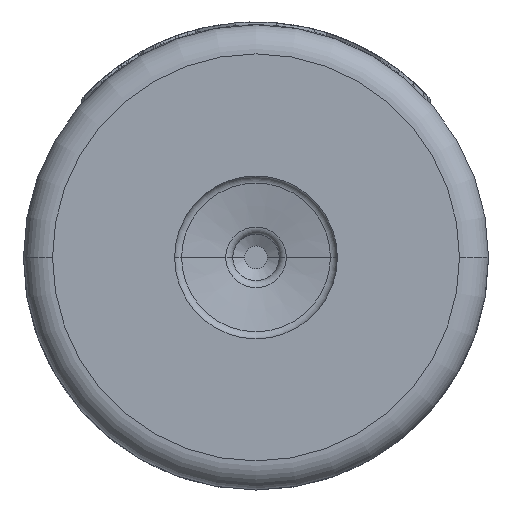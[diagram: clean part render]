
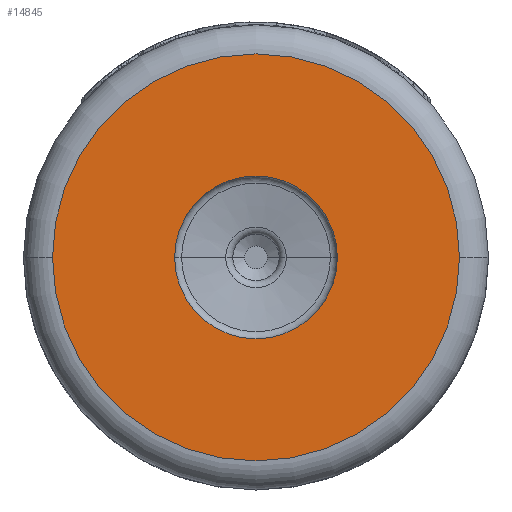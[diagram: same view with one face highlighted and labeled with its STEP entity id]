
A CAD part, front view. The second image highlights one B-rep face of the part: STEP entity #14845.
In plain terms, the highlighted planar face has unit normal (0, -1, 0).
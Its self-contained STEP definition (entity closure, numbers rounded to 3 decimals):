
#2169=CARTESIAN_POINT('',(0.,-4.,0.));
#2170=DIRECTION('',(0.,-1.,0.));
#2171=DIRECTION('',(-1.,0.,0.));
#2172=AXIS2_PLACEMENT_3D('',#2169,#2170,#2171);
#2184=CARTESIAN_POINT('',(0.,-4.,0.));
#2185=DIRECTION('',(0.,-1.,0.));
#2186=DIRECTION('',(-1.,0.,0.));
#2187=AXIS2_PLACEMENT_3D('',#2184,#2185,#2186);
#2189=CARTESIAN_POINT('',(0.,-4.,0.));
#2190=DIRECTION('',(0.,-1.,0.));
#2191=DIRECTION('',(1.,0.,0.));
#2192=AXIS2_PLACEMENT_3D('',#2189,#2190,#2191);
#2194=CARTESIAN_POINT('',(0.,-4.,0.));
#2195=DIRECTION('',(0.,-1.,0.));
#2196=DIRECTION('',(1.,0.,0.));
#2197=AXIS2_PLACEMENT_3D('',#2194,#2195,#2196);
#12549=CARTESIAN_POINT('',(-1.4,-4.,0.));
#12550=CARTESIAN_POINT('',(1.4,-4.,0.));
#12551=VERTEX_POINT('',#12549);
#12552=VERTEX_POINT('',#12550);
#12553=CARTESIAN_POINT('',(3.5,-4.,0.));
#12554=CARTESIAN_POINT('',(-3.5,-4.,0.));
#12555=VERTEX_POINT('',#12553);
#12556=VERTEX_POINT('',#12554);
#14829=CARTESIAN_POINT('',(0.,-4.,0.));
#14830=DIRECTION('',(0.,1.,0.));
#14831=DIRECTION('',(1.,0.,0.));
#14832=AXIS2_PLACEMENT_3D('',#14829,#14830,#14831);
#14833=PLANE('',#14832);
#14835=ORIENTED_EDGE('',*,*,#14834,.F.);
#14836=ORIENTED_EDGE('',*,*,#14819,.F.);
#14837=EDGE_LOOP('',(#14835,#14836));
#14838=FACE_OUTER_BOUND('',#14837,.F.);
#14840=ORIENTED_EDGE('',*,*,#14839,.T.);
#14842=ORIENTED_EDGE('',*,*,#14841,.T.);
#14843=EDGE_LOOP('',(#14840,#14842));
#14844=FACE_BOUND('',#14843,.F.);
#14845=ADVANCED_FACE('',(#14838,#14844),#14833,.F.);
#2173=CIRCLE('',#2172,3.5);
#2188=CIRCLE('',#2187,1.4);
#2193=CIRCLE('',#2192,1.4);
#2198=CIRCLE('',#2197,3.5);
#14819=EDGE_CURVE('',#12556,#12555,#2173,.T.);
#14834=EDGE_CURVE('',#12555,#12556,#2198,.T.);
#14839=EDGE_CURVE('',#12551,#12552,#2188,.T.);
#14841=EDGE_CURVE('',#12552,#12551,#2193,.T.);
